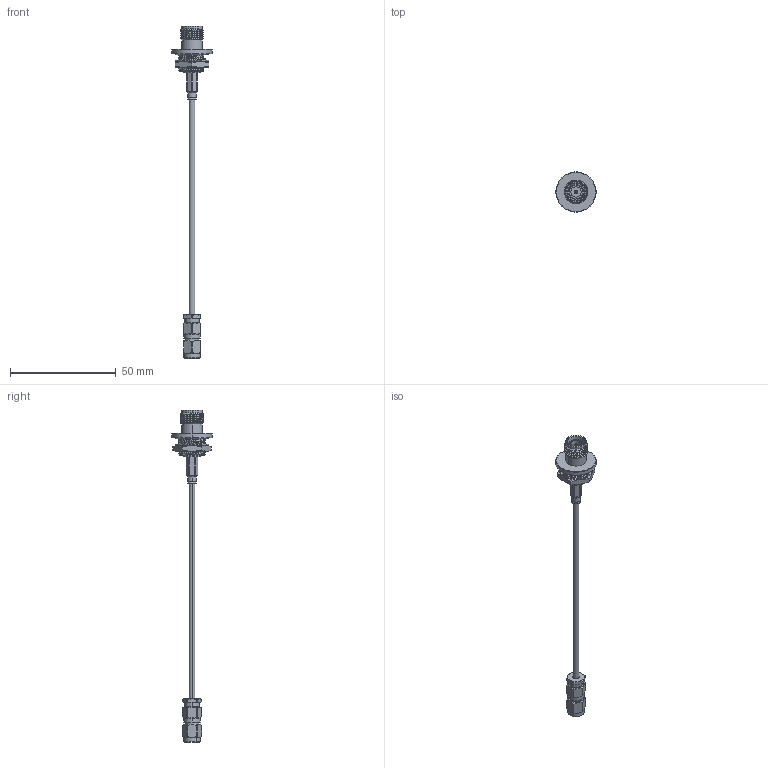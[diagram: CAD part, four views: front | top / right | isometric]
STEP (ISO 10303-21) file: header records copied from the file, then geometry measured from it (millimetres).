
FILE_DESCRIPTION (( 'STEP AP203' ), '1' );
FILE_NAME ('PE3W07758.step', '2020-09-09T16:42:13', ( '' ), ( '' ), 'SwSTEP 2.0', 'SolidWorks 2018', '' );
FILE_SCHEMA (( 'CONFIG_CONTROL_DESIGN' ));
Length unit declared in the file: inch
Products named in the file (4): PE4770^PE3W07758; LMR-100A-PVC^PE3W07758_LMR-100A; PE3W07758; PE44902^PE3W07758_Crimped
Assembly tree (3 placements, depth 2):
  PE3W07758
    LMR-100A-PVC^PE3W07758_LMR-100A
    PE44902^PE3W07758_Crimped
    PE4770^PE3W07758
Bounding box: 19.05 x 19.05 x 156.67 mm (x, y, z)
Volume: 4010.9 mm3; surface area: 5307 mm2
Topology: 7 solids, 7 shells, 391 faces, 1029 edges, 673 vertices
Faces by surface type: cylinder 140, plane 87, bspline 79, cone 79, torus 6
Entity records: 26054 total; most frequent: CARTESIAN_POINT 16952, ORIENTED_EDGE 2058, DIRECTION 1533, EDGE_CURVE 1029, VERTEX_POINT 673, AXIS2_PLACEMENT_3D 624, EDGE_LOOP 420, FACE_OUTER_BOUND 391
